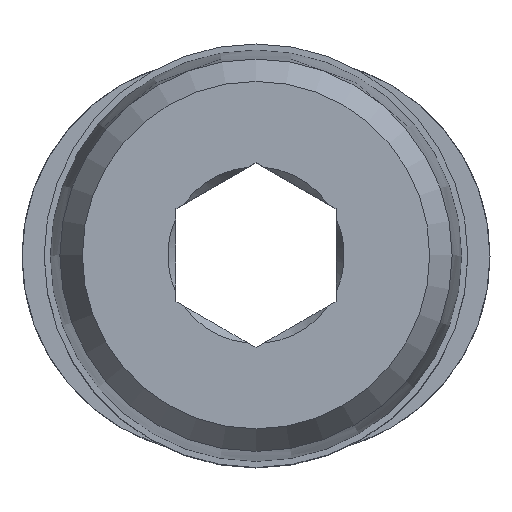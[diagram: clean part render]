
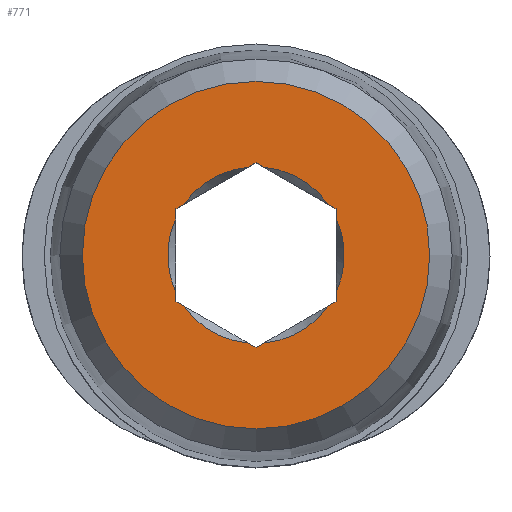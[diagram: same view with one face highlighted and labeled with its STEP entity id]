
A CAD part, top view. The second image highlights one B-rep face of the part: STEP entity #771.
In plain terms, the highlighted planar face has unit normal (0, 0, 1).
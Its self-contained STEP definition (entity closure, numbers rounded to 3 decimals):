
#44=CIRCLE('',#815,2.189);
#45=CIRCLE('',#816,2.189);
#46=CIRCLE('',#817,2.189);
#47=CIRCLE('',#818,2.189);
#48=CIRCLE('',#819,2.189);
#49=CIRCLE('',#820,2.189);
#50=CIRCLE('',#821,4.305);
#121=ORIENTED_EDGE('',*,*,#253,.F.);
#122=ORIENTED_EDGE('',*,*,#234,.F.);
#123=ORIENTED_EDGE('',*,*,#231,.F.);
#124=ORIENTED_EDGE('',*,*,#254,.F.);
#125=ORIENTED_EDGE('',*,*,#229,.F.);
#126=ORIENTED_EDGE('',*,*,#226,.F.);
#127=ORIENTED_EDGE('',*,*,#255,.F.);
#128=ORIENTED_EDGE('',*,*,#224,.F.);
#129=ORIENTED_EDGE('',*,*,#220,.F.);
#130=ORIENTED_EDGE('',*,*,#256,.F.);
#131=ORIENTED_EDGE('',*,*,#218,.F.);
#132=ORIENTED_EDGE('',*,*,#246,.F.);
#133=ORIENTED_EDGE('',*,*,#257,.F.);
#134=ORIENTED_EDGE('',*,*,#244,.F.);
#135=ORIENTED_EDGE('',*,*,#241,.F.);
#136=ORIENTED_EDGE('',*,*,#258,.F.);
#137=ORIENTED_EDGE('',*,*,#239,.F.);
#138=ORIENTED_EDGE('',*,*,#236,.F.);
#139=ORIENTED_EDGE('',*,*,#259,.T.);
#218=EDGE_CURVE('',#287,#288,#338,.T.);
#220=EDGE_CURVE('',#289,#290,#339,.T.);
#224=EDGE_CURVE('',#290,#293,#343,.T.);
#226=EDGE_CURVE('',#294,#295,#344,.T.);
#229=EDGE_CURVE('',#295,#297,#347,.T.);
#231=EDGE_CURVE('',#298,#299,#348,.T.);
#234=EDGE_CURVE('',#299,#301,#351,.T.);
#236=EDGE_CURVE('',#302,#303,#352,.T.);
#239=EDGE_CURVE('',#303,#305,#355,.T.);
#241=EDGE_CURVE('',#306,#307,#356,.T.);
#244=EDGE_CURVE('',#307,#309,#359,.T.);
#246=EDGE_CURVE('',#310,#287,#360,.T.);
#253=EDGE_CURVE('',#301,#302,#44,.T.);
#254=EDGE_CURVE('',#297,#298,#45,.T.);
#255=EDGE_CURVE('',#293,#294,#46,.T.);
#256=EDGE_CURVE('',#288,#289,#47,.T.);
#257=EDGE_CURVE('',#309,#310,#48,.T.);
#258=EDGE_CURVE('',#305,#306,#49,.T.);
#259=EDGE_CURVE('',#316,#316,#50,.T.);
#287=VERTEX_POINT('',#1019);
#288=VERTEX_POINT('',#1020);
#289=VERTEX_POINT('',#1026);
#290=VERTEX_POINT('',#1028);
#293=VERTEX_POINT('',#1036);
#294=VERTEX_POINT('',#1042);
#295=VERTEX_POINT('',#1044);
#297=VERTEX_POINT('',#1050);
#298=VERTEX_POINT('',#1056);
#299=VERTEX_POINT('',#1058);
#301=VERTEX_POINT('',#1064);
#302=VERTEX_POINT('',#1070);
#303=VERTEX_POINT('',#1072);
#305=VERTEX_POINT('',#1078);
#306=VERTEX_POINT('',#1084);
#307=VERTEX_POINT('',#1086);
#309=VERTEX_POINT('',#1092);
#310=VERTEX_POINT('',#1098);
#316=VERTEX_POINT('',#1120);
#338=LINE('',#1018,#368);
#339=LINE('',#1027,#369);
#343=LINE('',#1035,#373);
#344=LINE('',#1043,#374);
#347=LINE('',#1049,#377);
#348=LINE('',#1057,#378);
#351=LINE('',#1063,#381);
#352=LINE('',#1071,#382);
#355=LINE('',#1077,#385);
#356=LINE('',#1085,#386);
#359=LINE('',#1091,#389);
#360=LINE('',#1099,#390);
#368=VECTOR('',#868,1000.);
#369=VECTOR('',#869,1000.);
#373=VECTOR('',#875,1000.);
#374=VECTOR('',#876,1000.);
#377=VECTOR('',#881,1000.);
#378=VECTOR('',#882,1000.);
#381=VECTOR('',#887,1000.);
#382=VECTOR('',#888,1000.);
#385=VECTOR('',#893,1000.);
#386=VECTOR('',#894,1000.);
#389=VECTOR('',#899,1000.);
#390=VECTOR('',#900,1000.);
#406=EDGE_LOOP('',(#121,#122,#123,#124,#125,#126,#127,#128,#129,#130,#131,
#132,#133,#134,#135,#136,#137,#138));
#407=EDGE_LOOP('',(#139));
#458=FACE_BOUND('',#406,.T.);
#459=FACE_BOUND('',#407,.T.);
#509=PLANE('',#814);
#771=ADVANCED_FACE('',(#458,#459),#509,.F.);
#814=AXIS2_PLACEMENT_3D('',#1112,#912,#913);
#815=AXIS2_PLACEMENT_3D('',#1113,#914,#915);
#816=AXIS2_PLACEMENT_3D('',#1114,#916,#917);
#817=AXIS2_PLACEMENT_3D('',#1115,#918,#919);
#818=AXIS2_PLACEMENT_3D('',#1116,#920,#921);
#819=AXIS2_PLACEMENT_3D('',#1117,#922,#923);
#820=AXIS2_PLACEMENT_3D('',#1118,#924,#925);
#821=AXIS2_PLACEMENT_3D('',#1119,#926,#927);
#868=DIRECTION('',(0.,-1.,0.));
#869=DIRECTION('',(0.,-1.,0.));
#875=DIRECTION('',(0.866,-0.5,0.));
#876=DIRECTION('',(0.866,-0.5,0.));
#881=DIRECTION('',(0.866,0.5,0.));
#882=DIRECTION('',(0.866,0.5,0.));
#887=DIRECTION('',(0.,1.,0.));
#888=DIRECTION('',(0.,1.,0.));
#893=DIRECTION('',(-0.866,0.5,0.));
#894=DIRECTION('',(-0.866,0.5,0.));
#899=DIRECTION('',(-0.866,-0.5,0.));
#900=DIRECTION('',(-0.866,-0.5,0.));
#912=DIRECTION('',(0.,0.,-1.));
#913=DIRECTION('',(-1.,0.,0.));
#914=DIRECTION('',(0.,0.,1.));
#915=DIRECTION('',(1.,0.,0.));
#916=DIRECTION('',(0.,0.,1.));
#917=DIRECTION('',(1.,0.,0.));
#918=DIRECTION('',(0.,0.,1.));
#919=DIRECTION('',(1.,0.,0.));
#920=DIRECTION('',(0.,0.,1.));
#921=DIRECTION('',(1.,0.,0.));
#922=DIRECTION('',(0.,0.,1.));
#923=DIRECTION('',(1.,0.,0.));
#924=DIRECTION('',(0.,0.,1.));
#925=DIRECTION('',(1.,0.,0.));
#926=DIRECTION('',(0.,0.,1.));
#927=DIRECTION('',(1.,0.,0.));
#1018=CARTESIAN_POINT('',(-1.985,1.146,8.5));
#1019=CARTESIAN_POINT('',(-1.985,1.146,8.5));
#1020=CARTESIAN_POINT('',(-1.985,0.922,8.5));
#1026=CARTESIAN_POINT('',(-1.985,-0.922,8.5));
#1027=CARTESIAN_POINT('',(-1.985,1.146,8.5));
#1028=CARTESIAN_POINT('',(-1.985,-1.146,8.5));
#1035=CARTESIAN_POINT('',(-1.985,-1.146,8.5));
#1036=CARTESIAN_POINT('',(-1.791,-1.258,8.5));
#1042=CARTESIAN_POINT('',(-0.194,-2.18,8.5));
#1043=CARTESIAN_POINT('',(-1.985,-1.146,8.5));
#1044=CARTESIAN_POINT('',(0.,-2.292,8.5));
#1049=CARTESIAN_POINT('',(0.,-2.292,8.5));
#1050=CARTESIAN_POINT('',(0.194,-2.18,8.5));
#1056=CARTESIAN_POINT('',(1.791,-1.258,8.5));
#1057=CARTESIAN_POINT('',(0.,-2.292,8.5));
#1058=CARTESIAN_POINT('',(1.985,-1.146,8.5));
#1063=CARTESIAN_POINT('',(1.985,-1.146,8.5));
#1064=CARTESIAN_POINT('',(1.985,-0.922,8.5));
#1070=CARTESIAN_POINT('',(1.985,0.922,8.5));
#1071=CARTESIAN_POINT('',(1.985,0.,8.5));
#1072=CARTESIAN_POINT('',(1.985,1.146,8.5));
#1077=CARTESIAN_POINT('',(1.985,1.146,8.5));
#1078=CARTESIAN_POINT('',(1.791,1.258,8.5));
#1084=CARTESIAN_POINT('',(0.194,2.18,8.5));
#1085=CARTESIAN_POINT('',(1.985,1.146,8.5));
#1086=CARTESIAN_POINT('',(0.,2.292,8.5));
#1091=CARTESIAN_POINT('',(0.,2.292,8.5));
#1092=CARTESIAN_POINT('',(-0.194,2.18,8.5));
#1098=CARTESIAN_POINT('',(-1.791,1.258,8.5));
#1099=CARTESIAN_POINT('',(0.,2.292,8.5));
#1112=CARTESIAN_POINT('',(4.305,0.,8.5));
#1113=CARTESIAN_POINT('',(0.,0.,8.5));
#1114=CARTESIAN_POINT('',(0.,0.,8.5));
#1115=CARTESIAN_POINT('',(0.,0.,8.5));
#1116=CARTESIAN_POINT('',(0.,0.,8.5));
#1117=CARTESIAN_POINT('',(0.,0.,8.5));
#1118=CARTESIAN_POINT('',(0.,0.,8.5));
#1119=CARTESIAN_POINT('',(0.,0.,8.5));
#1120=CARTESIAN_POINT('',(4.305,0.,8.5));
